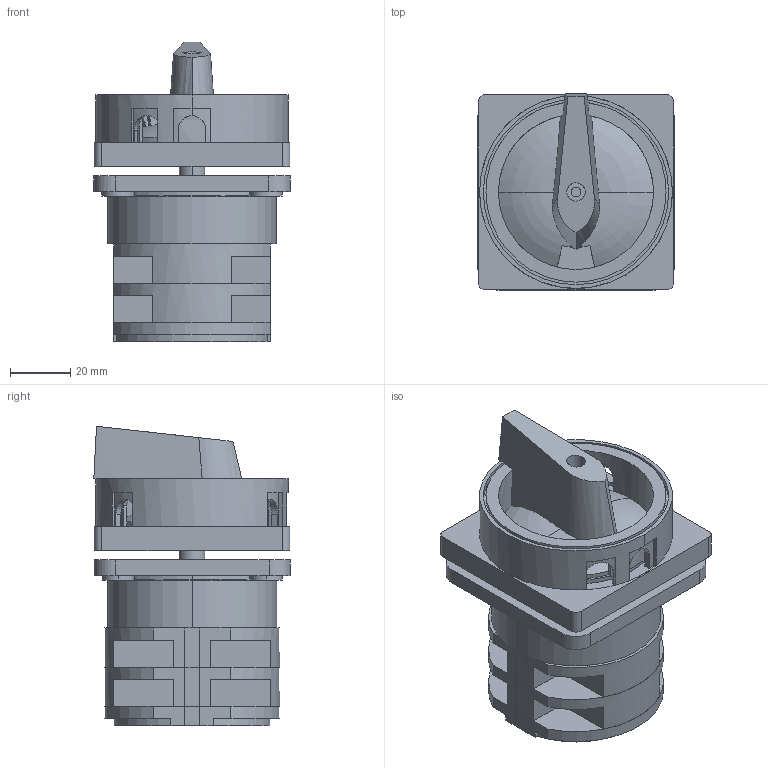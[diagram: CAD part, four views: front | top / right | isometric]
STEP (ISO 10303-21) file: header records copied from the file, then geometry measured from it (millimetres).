
FILE_DESCRIPTION (( 'STEP AP214' ), '1' );
FILE_NAME ('4G40-10-U S6 K2.STEP', '2024-12-26T11:52:02', ( '' ), ( '' ), 'SwSTEP 2.0', 'SolidWorks 2022', '' );
FILE_SCHEMA (( 'AUTOMOTIVE_DESIGN' ));
Length unit declared in the file: millimetre
Products named in the file (11): Акрил; Рычаг с Кожухом; Ось; Втулка средняя; Кольцо; контактный вверх; Проставка экрана; 4G40-10-U S6 K2; Вверх рубильника; контактный низ; Проставка рычага
Assembly tree (11 placements, depth 3):
  4G40-10-U S6 K2
    Вверх рубильника
      Проставка экрана
      Ось
      контактный вверх
    контактный низ
    контактный вверх
    Втулка средняя
    Акрил
    Кольцо
    Проставка рычага
    Рычаг с Кожухом
Bounding box: 65 x 65.07 x 99.26 mm (x, y, z)
Volume: 177779.8 mm3; surface area: 89922.4 mm2
Topology: 16 solids, 16 shells, 515 faces, 1380 edges, 912 vertices
Faces by surface type: plane 311, cylinder 171, bspline 15, cone 10, torus 8
Entity records: 16184 total; most frequent: CARTESIAN_POINT 3738, ORIENTED_EDGE 2508, DIRECTION 2473, EDGE_CURVE 1254, AXIS2_PLACEMENT_3D 830, VERTEX_POINT 828, VECTOR 813, LINE 813
